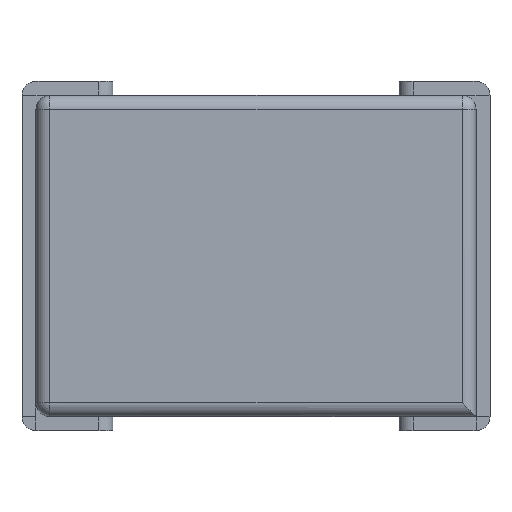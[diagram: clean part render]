
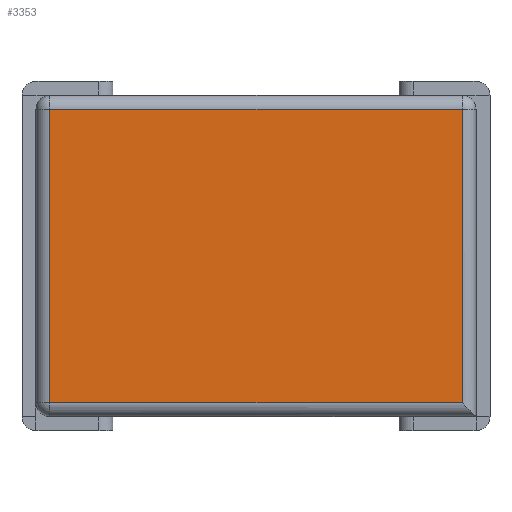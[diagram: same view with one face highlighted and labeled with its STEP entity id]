
A CAD part, left-side view. The second image highlights one B-rep face of the part: STEP entity #3353.
In plain terms, the highlighted planar face has unit normal (-1, 0, 0).
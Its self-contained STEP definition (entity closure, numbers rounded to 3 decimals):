
#876 = CYLINDRICAL_SURFACE('',#877,0.02);
#877 = AXIS2_PLACEMENT_3D('',#878,#879,#880);
#878 = CARTESIAN_POINT('',(-0.415,0.295,0.23));
#879 = DIRECTION('',(-0.,-0.,-1.));
#880 = DIRECTION('',(0.,1.,0.));
#1695 = VERTEX_POINT('',#1696);
#1696 = CARTESIAN_POINT('',(-0.435,0.295,0.21));
#1716 = EDGE_CURVE('',#1695,#1717,#1719,.T.);
#1717 = VERTEX_POINT('',#1718);
#1718 = CARTESIAN_POINT('',(-0.435,0.295,-0.21));
#1719 = SURFACE_CURVE('',#1720,(#1724,#1731),.PCURVE_S1.);
#1720 = LINE('',#1721,#1722);
#1721 = CARTESIAN_POINT('',(-0.435,0.295,0.23));
#1722 = VECTOR('',#1723,1.);
#1723 = DIRECTION('',(-0.,-0.,-1.));
#1724 = PCURVE('',#876,#1725);
#1725 = DEFINITIONAL_REPRESENTATION('',(#1726),#1730);
#1726 = LINE('',#1727,#1728);
#1727 = CARTESIAN_POINT('',(-1.571,0.));
#1728 = VECTOR('',#1729,1.);
#1729 = DIRECTION('',(-0.,1.));
#1730 = ( GEOMETRIC_REPRESENTATION_CONTEXT(2) 
PARAMETRIC_REPRESENTATION_CONTEXT() REPRESENTATION_CONTEXT('2D SPACE',''
  ) );
#1731 = PCURVE('',#1732,#1737);
#1732 = PLANE('',#1733);
#1733 = AXIS2_PLACEMENT_3D('',#1734,#1735,#1736);
#1734 = CARTESIAN_POINT('',(-0.435,-0.335,-0.25));
#1735 = DIRECTION('',(-1.,0.,0.));
#1736 = DIRECTION('',(0.,1.,0.));
#1737 = DEFINITIONAL_REPRESENTATION('',(#1738),#1742);
#1738 = LINE('',#1739,#1740);
#1739 = CARTESIAN_POINT('',(0.63,-0.48));
#1740 = VECTOR('',#1741,1.);
#1741 = DIRECTION('',(-0.,1.));
#1742 = ( GEOMETRIC_REPRESENTATION_CONTEXT(2) 
PARAMETRIC_REPRESENTATION_CONTEXT() REPRESENTATION_CONTEXT('2D SPACE',''
  ) );
#2115 = CYLINDRICAL_SURFACE('',#2116,0.02);
#2116 = AXIS2_PLACEMENT_3D('',#2117,#2118,#2119);
#2117 = CARTESIAN_POINT('',(-0.415,0.315,0.21));
#2118 = DIRECTION('',(0.,-1.,0.));
#2119 = DIRECTION('',(0.,0.,1.));
#2772 = CYLINDRICAL_SURFACE('',#2773,0.02);
#2773 = AXIS2_PLACEMENT_3D('',#2774,#2775,#2776);
#2774 = CARTESIAN_POINT('',(-0.415,0.315,-0.21));
#2775 = DIRECTION('',(-0.,-1.,-0.));
#2776 = DIRECTION('',(0.,0.,-1.));
#3353 = ADVANCED_FACE('',(#3354),#1732,.T.);
#3354 = FACE_BOUND('',#3355,.T.);
#3355 = EDGE_LOOP('',(#3356,#3379,#3380,#3403));
#3356 = ORIENTED_EDGE('',*,*,#3357,.F.);
#3357 = EDGE_CURVE('',#1695,#3358,#3360,.T.);
#3358 = VERTEX_POINT('',#3359);
#3359 = CARTESIAN_POINT('',(-0.435,-0.295,0.21));
#3360 = SURFACE_CURVE('',#3361,(#3365,#3372),.PCURVE_S1.);
#3361 = LINE('',#3362,#3363);
#3362 = CARTESIAN_POINT('',(-0.435,0.315,0.21));
#3363 = VECTOR('',#3364,1.);
#3364 = DIRECTION('',(0.,-1.,0.));
#3365 = PCURVE('',#1732,#3366);
#3366 = DEFINITIONAL_REPRESENTATION('',(#3367),#3371);
#3367 = LINE('',#3368,#3369);
#3368 = CARTESIAN_POINT('',(0.65,-0.46));
#3369 = VECTOR('',#3370,1.);
#3370 = DIRECTION('',(-1.,0.));
#3371 = ( GEOMETRIC_REPRESENTATION_CONTEXT(2) 
PARAMETRIC_REPRESENTATION_CONTEXT() REPRESENTATION_CONTEXT('2D SPACE',''
  ) );
#3372 = PCURVE('',#2115,#3373);
#3373 = DEFINITIONAL_REPRESENTATION('',(#3374),#3378);
#3374 = LINE('',#3375,#3376);
#3375 = CARTESIAN_POINT('',(1.571,0.));
#3376 = VECTOR('',#3377,1.);
#3377 = DIRECTION('',(0.,1.));
#3378 = ( GEOMETRIC_REPRESENTATION_CONTEXT(2) 
PARAMETRIC_REPRESENTATION_CONTEXT() REPRESENTATION_CONTEXT('2D SPACE',''
  ) );
#3379 = ORIENTED_EDGE('',*,*,#1716,.T.);
#3380 = ORIENTED_EDGE('',*,*,#3381,.T.);
#3381 = EDGE_CURVE('',#1717,#3382,#3384,.T.);
#3382 = VERTEX_POINT('',#3383);
#3383 = CARTESIAN_POINT('',(-0.435,-0.295,-0.21));
#3384 = SURFACE_CURVE('',#3385,(#3389,#3396),.PCURVE_S1.);
#3385 = LINE('',#3386,#3387);
#3386 = CARTESIAN_POINT('',(-0.435,0.315,-0.21));
#3387 = VECTOR('',#3388,1.);
#3388 = DIRECTION('',(-0.,-1.,-0.));
#3389 = PCURVE('',#1732,#3390);
#3390 = DEFINITIONAL_REPRESENTATION('',(#3391),#3395);
#3391 = LINE('',#3392,#3393);
#3392 = CARTESIAN_POINT('',(0.65,-0.04));
#3393 = VECTOR('',#3394,1.);
#3394 = DIRECTION('',(-1.,0.));
#3395 = ( GEOMETRIC_REPRESENTATION_CONTEXT(2) 
PARAMETRIC_REPRESENTATION_CONTEXT() REPRESENTATION_CONTEXT('2D SPACE',''
  ) );
#3396 = PCURVE('',#2772,#3397);
#3397 = DEFINITIONAL_REPRESENTATION('',(#3398),#3402);
#3398 = LINE('',#3399,#3400);
#3399 = CARTESIAN_POINT('',(-1.571,0.));
#3400 = VECTOR('',#3401,1.);
#3401 = DIRECTION('',(-0.,1.));
#3402 = ( GEOMETRIC_REPRESENTATION_CONTEXT(2) 
PARAMETRIC_REPRESENTATION_CONTEXT() REPRESENTATION_CONTEXT('2D SPACE',''
  ) );
#3403 = ORIENTED_EDGE('',*,*,#3404,.F.);
#3404 = EDGE_CURVE('',#3358,#3382,#3405,.T.);
#3405 = SURFACE_CURVE('',#3406,(#3410,#3417),.PCURVE_S1.);
#3406 = LINE('',#3407,#3408);
#3407 = CARTESIAN_POINT('',(-0.435,-0.295,0.23));
#3408 = VECTOR('',#3409,1.);
#3409 = DIRECTION('',(-0.,-0.,-1.));
#3410 = PCURVE('',#1732,#3411);
#3411 = DEFINITIONAL_REPRESENTATION('',(#3412),#3416);
#3412 = LINE('',#3413,#3414);
#3413 = CARTESIAN_POINT('',(0.04,-0.48));
#3414 = VECTOR('',#3415,1.);
#3415 = DIRECTION('',(-0.,1.));
#3416 = ( GEOMETRIC_REPRESENTATION_CONTEXT(2) 
PARAMETRIC_REPRESENTATION_CONTEXT() REPRESENTATION_CONTEXT('2D SPACE',''
  ) );
#3417 = PCURVE('',#3418,#3423);
#3418 = CYLINDRICAL_SURFACE('',#3419,0.02);
#3419 = AXIS2_PLACEMENT_3D('',#3420,#3421,#3422);
#3420 = CARTESIAN_POINT('',(-0.415,-0.295,0.23));
#3421 = DIRECTION('',(-0.,-0.,-1.));
#3422 = DIRECTION('',(0.,-1.,0.));
#3423 = DEFINITIONAL_REPRESENTATION('',(#3424),#3428);
#3424 = LINE('',#3425,#3426);
#3425 = CARTESIAN_POINT('',(1.571,0.));
#3426 = VECTOR('',#3427,1.);
#3427 = DIRECTION('',(0.,1.));
#3428 = ( GEOMETRIC_REPRESENTATION_CONTEXT(2) 
PARAMETRIC_REPRESENTATION_CONTEXT() REPRESENTATION_CONTEXT('2D SPACE',''
  ) );
